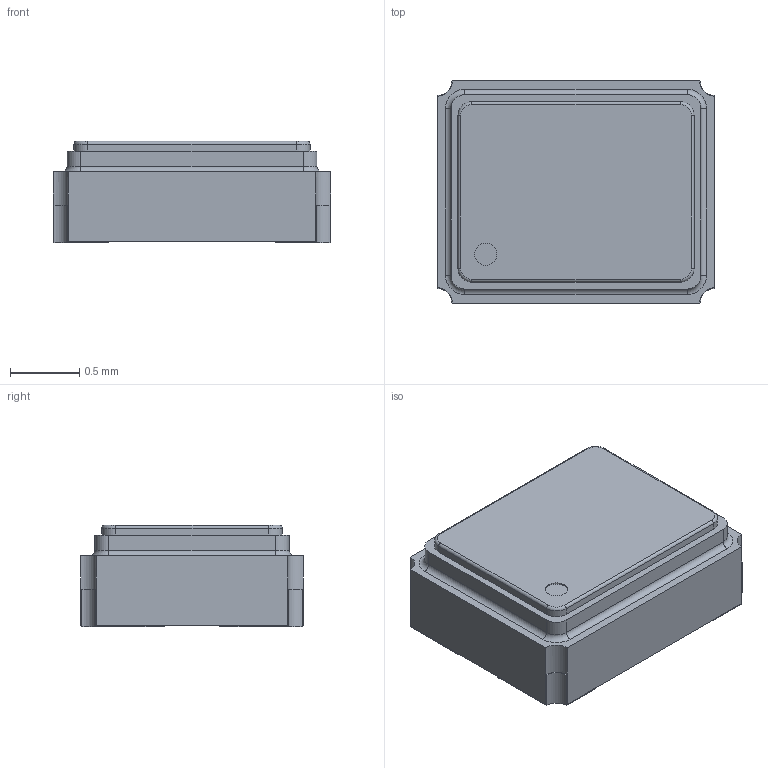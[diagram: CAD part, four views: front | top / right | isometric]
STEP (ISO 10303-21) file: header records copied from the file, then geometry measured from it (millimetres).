
FILE_DESCRIPTION(/* description */ (''),/* implementation_level */ '2;1');
FILE_NAME(/* name */ 'crystal_020_160.step',/* time_stamp */ '2021-09-29T12:48:43+02:00',/* author */ (''),/* organization */ (''),/* preprocessor_version */ 'ST-DEVELOPER v18.1',/* originating_system */ 'Autodesk Translation Framework v10.10.0.1391',/* authorisation */ '');
FILE_SCHEMA (('AUTOMOTIVE_DESIGN { 1 0 10303 214 3 1 1 }'));
Length unit declared in the file: millimetre
Products named in the file (1): (Unsaved)
Bounding box: 2 x 1.6 x 0.73 mm (x, y, z)
Volume: 2.1 mm3; surface area: 11.1 mm2
Topology: 1 solids, 1 shells, 87 faces, 230 edges, 148 vertices
Faces by surface type: plane 50, cylinder 29, torus 8
Full cylindrical faces by diameter (mm): 0.16 x1
Entity records: 2872 total; most frequent: CARTESIAN_POINT 586, DIRECTION 472, ORIENTED_EDGE 460, EDGE_CURVE 230, AXIS2_PLACEMENT_3D 158, LINE 156, VECTOR 156, VERTEX_POINT 148
